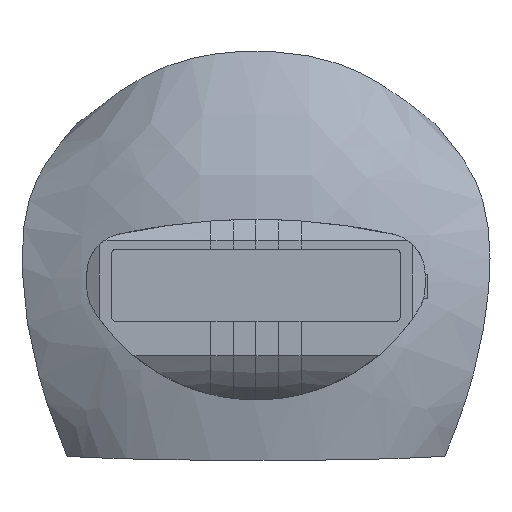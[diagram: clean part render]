
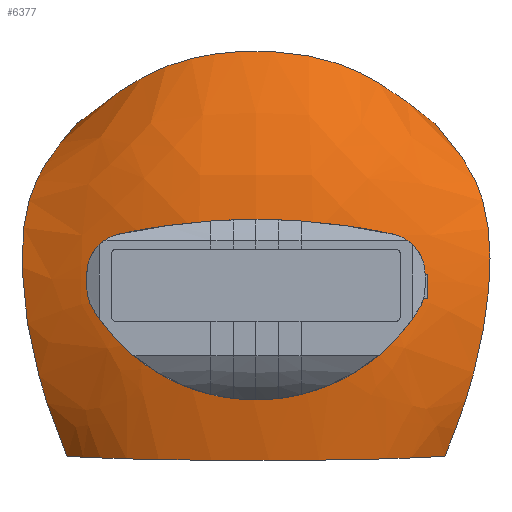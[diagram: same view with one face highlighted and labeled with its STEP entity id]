
A CAD part, front view. The second image highlights one B-rep face of the part: STEP entity #6377.
In plain terms, the highlighted free-form (B-spline) face has degree [3, 3] with [7, 7] control points.
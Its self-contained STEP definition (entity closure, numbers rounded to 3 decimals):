
#24=B_SPLINE_SURFACE_WITH_KNOTS('',3,3,((#10692,#10693,#10694,#10695,#10696,
#10697,#10698),(#10699,#10700,#10701,#10702,#10703,#10704,#10705),(#10706,
#10707,#10708,#10709,#10710,#10711,#10712),(#10713,#10714,#10715,#10716,
#10717,#10718,#10719),(#10720,#10721,#10722,#10723,#10724,#10725,#10726),
(#10727,#10728,#10729,#10730,#10731,#10732,#10733),(#10734,#10735,#10736,
#10737,#10738,#10739,#10740)),.UNSPECIFIED.,.F.,.F.,.F.,(4,1,1,1,4),(4,
1,1,1,4),(0.,1.,2.,3.,4.),(0.,1.,2.,3.,4.),.UNSPECIFIED.);
#81=B_SPLINE_CURVE_WITH_KNOTS('',3,(#10743,#10744,#10745,#10746,#10747,
#10748,#10749),.UNSPECIFIED.,.F.,.F.,(4,1,1,1,4),(0.,1.,2.,3.,4.),
 .UNSPECIFIED.);
#82=B_SPLINE_CURVE_WITH_KNOTS('',3,(#10751,#10752,#10753,#10754,#10755,
#10756,#10757),.UNSPECIFIED.,.F.,.F.,(4,1,1,1,4),(-4.,-3.,-2.,-1.,0.),
 .UNSPECIFIED.);
#83=B_SPLINE_CURVE_WITH_KNOTS('',3,(#10759,#10760,#10761,#10762,#10763,
#10764,#10765),.UNSPECIFIED.,.F.,.F.,(4,1,1,1,4),(-4.,-3.,-2.,-1.,0.),
 .UNSPECIFIED.);
#84=B_SPLINE_CURVE_WITH_KNOTS('',3,(#10766,#10767,#10768,#10769,#10770,
#10771,#10772),.UNSPECIFIED.,.F.,.F.,(4,1,1,1,4),(0.,1.,2.,3.,4.),
 .UNSPECIFIED.);
#712=FACE_OUTER_BOUND('',#1108,.T.);
#1108=EDGE_LOOP('',(#5397,#5398,#5399,#5400));
#3061=VERTEX_POINT('',#10741);
#3062=VERTEX_POINT('',#10742);
#3063=VERTEX_POINT('',#10750);
#3064=VERTEX_POINT('',#10758);
#3874=EDGE_CURVE('',#3061,#3062,#81,.T.);
#3875=EDGE_CURVE('',#3063,#3061,#82,.T.);
#3876=EDGE_CURVE('',#3064,#3063,#83,.T.);
#3877=EDGE_CURVE('',#3062,#3064,#84,.T.);
#5397=ORIENTED_EDGE('',*,*,#3874,.F.);
#5398=ORIENTED_EDGE('',*,*,#3875,.F.);
#5399=ORIENTED_EDGE('',*,*,#3876,.F.);
#5400=ORIENTED_EDGE('',*,*,#3877,.F.);
#6377=ADVANCED_FACE('',(#712),#24,.F.);
#10692=CARTESIAN_POINT('Ctrl Pts',(83.784,38.886,-70.075));
#10693=CARTESIAN_POINT('Ctrl Pts',(87.839,35.699,-59.91));
#10694=CARTESIAN_POINT('Ctrl Pts',(95.95,29.324,-39.581));
#10695=CARTESIAN_POINT('Ctrl Pts',(105.38,29.586,5.834));
#10696=CARTESIAN_POINT('Ctrl Pts',(102.727,36.936,50.416));
#10697=CARTESIAN_POINT('Ctrl Pts',(87.193,47.538,68.468));
#10698=CARTESIAN_POINT('Ctrl Pts',(79.427,52.839,77.494));
#10699=CARTESIAN_POINT('Ctrl Pts',(74.969,32.098,-70.529));
#10700=CARTESIAN_POINT('Ctrl Pts',(77.672,28.646,-57.99));
#10701=CARTESIAN_POINT('Ctrl Pts',(83.079,21.742,-32.913));
#10702=CARTESIAN_POINT('Ctrl Pts',(87.085,21.306,3.89));
#10703=CARTESIAN_POINT('Ctrl Pts',(85.317,26.205,51.944));
#10704=CARTESIAN_POINT('Ctrl Pts',(73.647,38.274,75.087));
#10705=CARTESIAN_POINT('Ctrl Pts',(67.812,44.308,86.659));
#10706=CARTESIAN_POINT('Ctrl Pts',(57.338,18.523,-71.436));
#10707=CARTESIAN_POINT('Ctrl Pts',(57.338,14.542,-54.15));
#10708=CARTESIAN_POINT('Ctrl Pts',(57.338,6.579,-19.577));
#10709=CARTESIAN_POINT('Ctrl Pts',(50.495,4.745,0.));
#10710=CARTESIAN_POINT('Ctrl Pts',(50.495,4.745,55.));
#10711=CARTESIAN_POINT('Ctrl Pts',(46.553,19.745,88.325));
#10712=CARTESIAN_POINT('Ctrl Pts',(44.582,27.245,104.988));
#10713=CARTESIAN_POINT('Ctrl Pts',(0.,11.771,
-72.12));
#10714=CARTESIAN_POINT('Ctrl Pts',(0.,7.847,
-54.605));
#10715=CARTESIAN_POINT('Ctrl Pts',(0.,0.,
-19.577));
#10716=CARTESIAN_POINT('Ctrl Pts',(0.,0.,
0.));
#10717=CARTESIAN_POINT('Ctrl Pts',(0.,0.,
55.));
#10718=CARTESIAN_POINT('Ctrl Pts',(0.,16.827,92.998));
#10719=CARTESIAN_POINT('Ctrl Pts',(0.,25.24,111.997));
#10720=CARTESIAN_POINT('Ctrl Pts',(-57.338,18.523,-71.436));
#10721=CARTESIAN_POINT('Ctrl Pts',(-57.338,14.542,-54.15));
#10722=CARTESIAN_POINT('Ctrl Pts',(-57.338,6.579,-19.577));
#10723=CARTESIAN_POINT('Ctrl Pts',(-50.495,4.745,0.));
#10724=CARTESIAN_POINT('Ctrl Pts',(-50.495,4.745,55.));
#10725=CARTESIAN_POINT('Ctrl Pts',(-46.553,19.745,88.325));
#10726=CARTESIAN_POINT('Ctrl Pts',(-44.582,27.245,104.988));
#10727=CARTESIAN_POINT('Ctrl Pts',(-74.969,32.098,-70.529));
#10728=CARTESIAN_POINT('Ctrl Pts',(-77.672,28.646,-57.99));
#10729=CARTESIAN_POINT('Ctrl Pts',(-83.079,21.742,-32.913));
#10730=CARTESIAN_POINT('Ctrl Pts',(-87.085,21.306,3.89));
#10731=CARTESIAN_POINT('Ctrl Pts',(-85.317,26.205,51.944));
#10732=CARTESIAN_POINT('Ctrl Pts',(-73.647,38.274,75.087));
#10733=CARTESIAN_POINT('Ctrl Pts',(-67.812,44.308,86.659));
#10734=CARTESIAN_POINT('Ctrl Pts',(-83.784,38.886,-70.075));
#10735=CARTESIAN_POINT('Ctrl Pts',(-87.839,35.699,-59.91));
#10736=CARTESIAN_POINT('Ctrl Pts',(-95.95,29.324,-39.581));
#10737=CARTESIAN_POINT('Ctrl Pts',(-105.38,29.586,5.834));
#10738=CARTESIAN_POINT('Ctrl Pts',(-102.727,36.936,50.416));
#10739=CARTESIAN_POINT('Ctrl Pts',(-87.193,47.538,68.468));
#10740=CARTESIAN_POINT('Ctrl Pts',(-79.427,52.839,77.494));
#10741=CARTESIAN_POINT('',(83.784,38.886,-70.075));
#10742=CARTESIAN_POINT('',(-83.784,38.886,-70.075));
#10743=CARTESIAN_POINT('Ctrl Pts',(83.784,38.886,-70.075));
#10744=CARTESIAN_POINT('Ctrl Pts',(74.969,32.098,-70.529));
#10745=CARTESIAN_POINT('Ctrl Pts',(57.338,18.523,-71.436));
#10746=CARTESIAN_POINT('Ctrl Pts',(0.,11.771,
-72.12));
#10747=CARTESIAN_POINT('Ctrl Pts',(-57.338,18.523,-71.436));
#10748=CARTESIAN_POINT('Ctrl Pts',(-74.969,32.098,-70.529));
#10749=CARTESIAN_POINT('Ctrl Pts',(-83.784,38.886,-70.075));
#10750=CARTESIAN_POINT('',(79.427,52.839,77.494));
#10751=CARTESIAN_POINT('Ctrl Pts',(79.427,52.839,77.494));
#10752=CARTESIAN_POINT('Ctrl Pts',(87.193,47.538,68.468));
#10753=CARTESIAN_POINT('Ctrl Pts',(102.727,36.936,50.416));
#10754=CARTESIAN_POINT('Ctrl Pts',(105.38,29.586,5.834));
#10755=CARTESIAN_POINT('Ctrl Pts',(95.95,29.324,-39.581));
#10756=CARTESIAN_POINT('Ctrl Pts',(87.839,35.699,-59.91));
#10757=CARTESIAN_POINT('Ctrl Pts',(83.784,38.886,-70.075));
#10758=CARTESIAN_POINT('',(-79.427,52.839,77.494));
#10759=CARTESIAN_POINT('Ctrl Pts',(-79.427,52.839,77.494));
#10760=CARTESIAN_POINT('Ctrl Pts',(-67.812,44.308,86.659));
#10761=CARTESIAN_POINT('Ctrl Pts',(-44.582,27.245,104.988));
#10762=CARTESIAN_POINT('Ctrl Pts',(0.,25.24,111.997));
#10763=CARTESIAN_POINT('Ctrl Pts',(44.582,27.245,104.988));
#10764=CARTESIAN_POINT('Ctrl Pts',(67.812,44.308,86.659));
#10765=CARTESIAN_POINT('Ctrl Pts',(79.427,52.839,77.494));
#10766=CARTESIAN_POINT('Ctrl Pts',(-83.784,38.886,-70.075));
#10767=CARTESIAN_POINT('Ctrl Pts',(-87.839,35.699,-59.91));
#10768=CARTESIAN_POINT('Ctrl Pts',(-95.95,29.324,-39.581));
#10769=CARTESIAN_POINT('Ctrl Pts',(-105.38,29.586,5.834));
#10770=CARTESIAN_POINT('Ctrl Pts',(-102.727,36.936,50.416));
#10771=CARTESIAN_POINT('Ctrl Pts',(-87.193,47.538,68.468));
#10772=CARTESIAN_POINT('Ctrl Pts',(-79.427,52.839,77.494));
